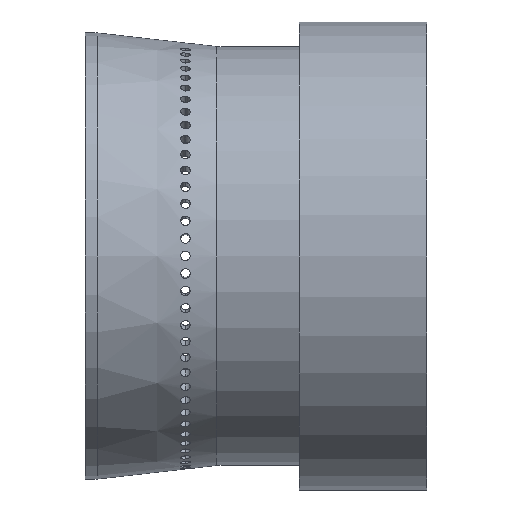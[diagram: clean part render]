
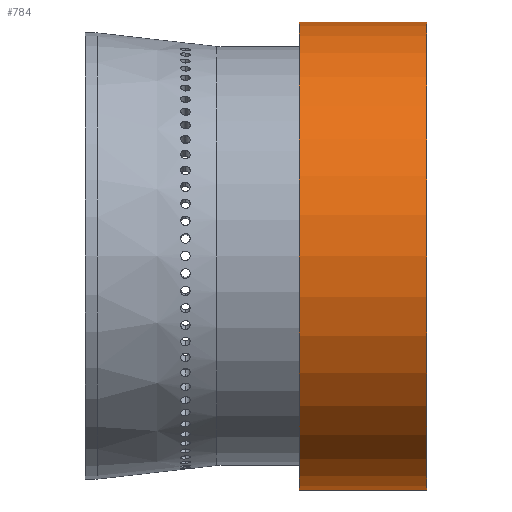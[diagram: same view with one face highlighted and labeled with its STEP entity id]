
A CAD part, front view. The second image highlights one B-rep face of the part: STEP entity #784.
In plain terms, the highlighted cylindrical face has radius 128.5 mm (diameter 257 mm), a partial arc.
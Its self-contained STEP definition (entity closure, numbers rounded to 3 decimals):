
#784=ADVANCED_FACE('',(#1458),#1160,.T.);
#1160=CYLINDRICAL_SURFACE('',#6855,128.5);
#1458=FACE_OUTER_BOUND('',#1978,.T.);
#1978=EDGE_LOOP('',(#3814,#3815,#3816,#3817));
#2570=LINE('',#14567,#2876);
#2571=LINE('',#14571,#2877);
#2876=VECTOR('',#8118,1.);
#2877=VECTOR('',#8121,1.);
#3814=ORIENTED_EDGE('',*,*,#5903,.F.);
#3815=ORIENTED_EDGE('',*,*,#6073,.F.);
#3816=ORIENTED_EDGE('',*,*,#5905,.T.);
#3817=ORIENTED_EDGE('',*,*,#6074,.T.);
#5298=VERTEX_POINT('',#14565);
#5299=VERTEX_POINT('',#14566);
#5300=VERTEX_POINT('',#14568);
#5301=VERTEX_POINT('',#14570);
#5903=EDGE_CURVE('',#5298,#5300,#2570,.T.);
#5905=EDGE_CURVE('',#5299,#5301,#2571,.T.);
#6073=EDGE_CURVE('',#5299,#5298,#6385,.T.);
#6074=EDGE_CURVE('',#5301,#5300,#6386,.T.);
#6385=CIRCLE('',#6852,128.5);
#6386=CIRCLE('',#6854,128.5);
#6852=AXIS2_PLACEMENT_3D('',#19076,#8168,#8169);
#6854=AXIS2_PLACEMENT_3D('',#19078,#8172,#8173);
#6855=AXIS2_PLACEMENT_3D('',#19079,#8174,#8175);
#8118=DIRECTION('',(-1.,0.,0.));
#8121=DIRECTION('',(-1.,0.,0.));
#8168=DIRECTION('',(1.,0.,0.));
#8169=DIRECTION('',(0.,0.,-1.));
#8172=DIRECTION('',(1.,0.,0.));
#8173=DIRECTION('',(0.,0.,-1.));
#8174=DIRECTION('',(-1.,0.,0.));
#8175=DIRECTION('',(0.,0.,-1.));
#14565=CARTESIAN_POINT('',(234.,0.,-128.5));
#14566=CARTESIAN_POINT('',(234.,0.,128.5));
#14567=CARTESIAN_POINT('',(234.,0.,-128.5));
#14568=CARTESIAN_POINT('',(164.,0.,-128.5));
#14570=CARTESIAN_POINT('',(164.,0.,128.5));
#14571=CARTESIAN_POINT('',(234.,0.,128.5));
#19076=CARTESIAN_POINT('',(234.,0.,0.));
#19078=CARTESIAN_POINT('',(164.,0.,0.));
#19079=CARTESIAN_POINT('',(234.,0.,0.));
